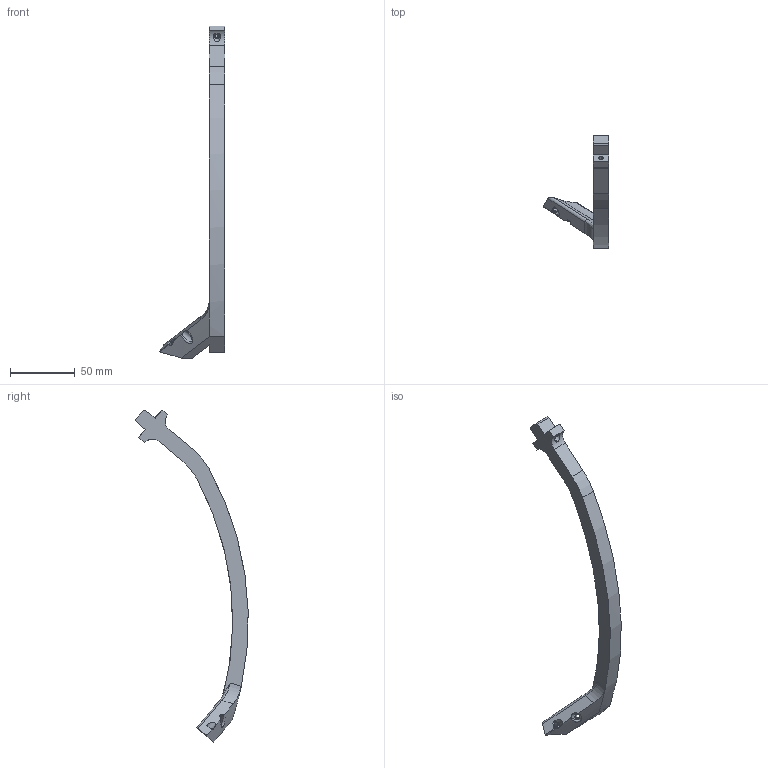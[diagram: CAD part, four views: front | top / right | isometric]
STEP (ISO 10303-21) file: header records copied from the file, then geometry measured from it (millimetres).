
FILE_DESCRIPTION (( 'STEP AP203' ), '1' );
FILE_NAME ('10_pole_50°_v3.step', '2020-07-25T16:09:54', ( '' ), ( '' ), 'SwSTEP 2.0', 'SolidWorks 2020', '' );
FILE_SCHEMA (( 'CONFIG_CONTROL_DESIGN' ));
Length unit declared in the file: millimetre
Products named in the file (1): 10_pole_50起v3
Bounding box: 50.69 x 86.85 x 256.62 mm (x, y, z)
Volume: 48014.9 mm3; surface area: 16579.3 mm2
Topology: 1 solids, 1 shells, 65 faces, 178 edges, 116 vertices
Faces by surface type: cylinder 30, plane 27, bspline 8
Entity records: 2735 total; most frequent: CARTESIAN_POINT 1062, ORIENTED_EDGE 354, DIRECTION 307, EDGE_CURVE 177, VERTEX_POINT 116, AXIS2_PLACEMENT_3D 109, LINE 89, VECTOR 89
